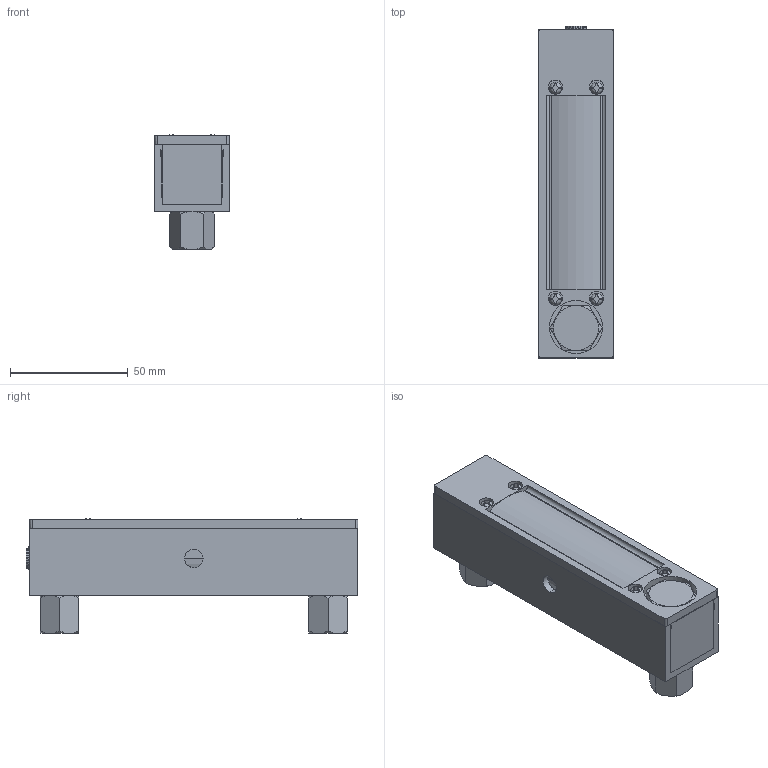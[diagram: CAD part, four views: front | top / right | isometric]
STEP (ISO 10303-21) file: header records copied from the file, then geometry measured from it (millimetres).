
FILE_DESCRIPTION (( 'STEP AP203' ), '1' );
FILE_NAME ('1350G-J-A-1-A.STEP', '2020-05-12T18:42:06', ( '' ), ( '' ), 'SwSTEP 2.0', 'SolidWorks 2019', '' );
FILE_SCHEMA (( 'CONFIG_CONTROL_DESIGN' ));
Length unit declared in the file: inch
Products named in the file (14): 753Z221; 794A299; 618J019; 014C364; 724Z438; 325B119; 817A087; 1350G-J-A-1-A; Part1^1350G-J-A-1-A; 502C635; 325A109; 753N265; 614A179; 502Y939
Assembly tree (17 placements, depth 2):
  1350G-J-A-1-A
    614A179
    325B119
    325A109
    014C364  x2
    817A087
    724Z438
    502Y939
    794A299
    753N265  x4
    753Z221  x2
    502C635
    618J019
  Part1^1350G-J-A-1-A
Bounding box: 31.75 x 141.22 x 48.52 mm (x, y, z)
Volume: 95532.8 mm3; surface area: 59453.1 mm2
Topology: 17 solids, 17 shells, 744 faces, 1893 edges, 1241 vertices
Faces by surface type: plane 451, bspline 125, cylinder 93, cone 65, torus 10
Entity records: 25847 total; most frequent: CARTESIAN_POINT 10025, ORIENTED_EDGE 3138, DIRECTION 2508, EDGE_CURVE 1569, VECTOR 1044, LINE 1044, VERTEX_POINT 1029, AXIS2_PLACEMENT_3D 732
